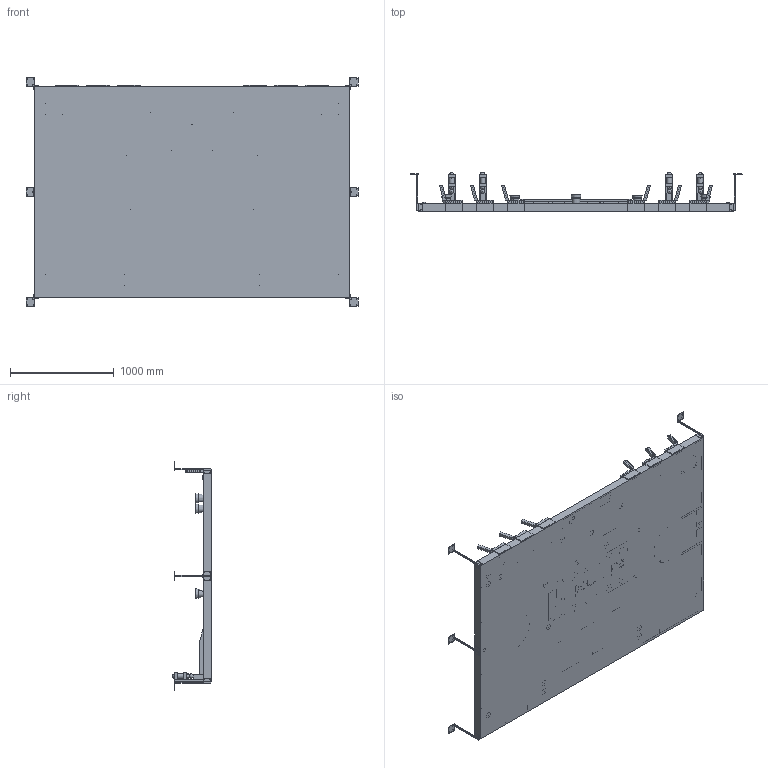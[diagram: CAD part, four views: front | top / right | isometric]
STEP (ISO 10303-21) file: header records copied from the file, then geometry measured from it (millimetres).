
FILE_DESCRIPTION(/* description */ (''),/* implementation_level */ '2;1');
FILE_NAME(/* name */ 'ASSY Eurobot 2015.stp',/* time_stamp */ '2014-09-28T21:39:06+02:00',/* author */ ('Flopy'),/* organization */ (''),/* preprocessor_version */ 'ST-DEVELOPER v15.6',/* originating_system */ 'Autodesk Inventor 2015',/* authorisation */ '');
FILE_SCHEMA (('AUTOMOTIVE_DESIGN { 1 0 10303 214 3 1 1 }'));
Length unit declared in the file: millimetre
Products named in the file (35): Clap 1; Clap 2 A; Clap 3 A; Hinge; ASSY Clap; Clap 2 B; Clap 3 B; ASSY Clap_1; ASSY Clap_2; Dispenser 1; Dispenser 2; Dispenser 3; Dispenser 4; ASSY Dispenser; Stairs 1; Stairs 2 A; Stairs 2 B; Rear plate; ASSY Stairs; Beacon support corner; Beacon support middle; Mounting zone; Start area 1; Start area 2; Start area 3; Table; ASSY Table; Feet; Glass; Light bulb; PopCorn; ASSY Eurobot 2015
Assembly tree (143 placements, depth 4):
  ASSY Eurobot 2015
    ASSY Table
      ASSY Clap
        Clap 1
        Clap 2 A
        Clap 3 A
        Hinge  x2
      ASSY Clap
        Clap 1
        Clap 2 B
        Clap 3 B
        Hinge  x2
      ASSY Clap_1
        Clap 1
        Clap 2 A
        Clap 3 A
        Hinge  x2
      ASSY Clap_1
        Clap 1
        Clap 2 B
        Clap 3 B
        Hinge  x2
      ASSY Clap_2
        Clap 1
        Clap 2 A
        Clap 3 A
        Hinge  x2
      ASSY Clap_2
        Clap 1
        Clap 2 B
        Clap 3 B
        Hinge  x2
      ASSY Dispenser  x4
        Dispenser 1
        Dispenser 2
        Dispenser 3
        Dispenser 4
      ASSY Stairs
        Stairs 1  x3
        Stairs 2 A  x4
        Stairs 2 B  x4
        Rear plate  x2
      Beacon support corner  x4
      Beacon support middle  x2
      Mounting zone
      Start area 1  x4
      Start area 2  x4
      Start area 3  x2
      Table
    Feet  x16
    Glass  x5
    Light bulb  x4
    PopCorn  x40
Bounding box: 3204 x 382.52 x 2204 mm (x, y, z)
Volume: 129141935.5 mm3; surface area: 20412729.6 mm2
Topology: 152 solids, 152 shells, 2066 faces, 5284 edges, 3479 vertices
Faces by surface type: plane 1632, cylinder 227, cone 82, bspline 81, sphere 44
Full cylindrical faces by diameter (mm): 1 x21, 1.5 x24, 3 x24, 4 x48, 20 x4, 35 x20, 44 x4, 50 x12, 60 x16
Entity records: 28580 total; most frequent: CARTESIAN_POINT 5964, ORIENTED_EDGE 4322, DIRECTION 4065, EDGE_CURVE 2161, LINE 1819, VECTOR 1819, VERTEX_POINT 1466, AXIS2_PLACEMENT_3D 1123
